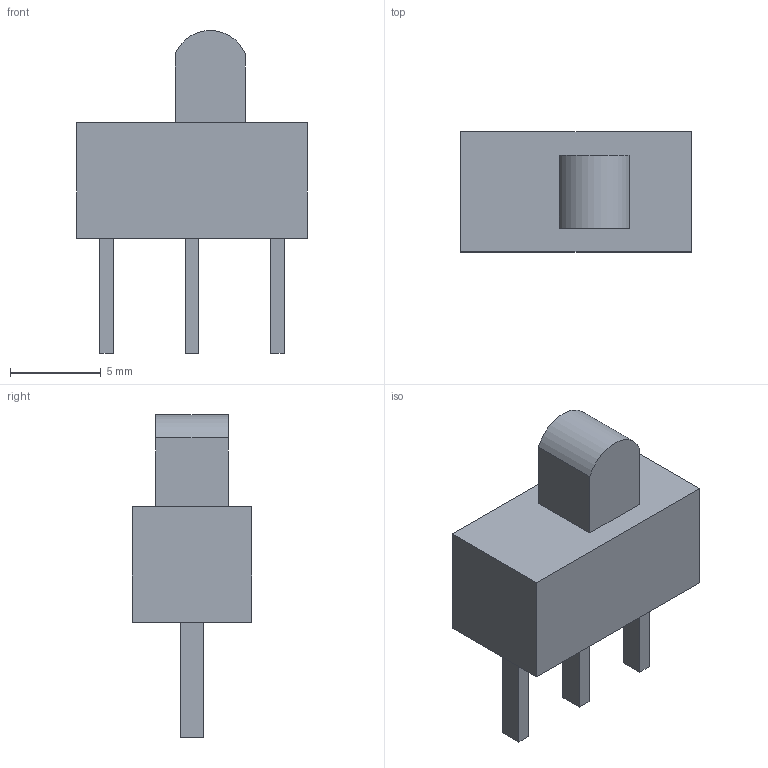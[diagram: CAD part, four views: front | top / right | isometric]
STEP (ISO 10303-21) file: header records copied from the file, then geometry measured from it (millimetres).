
FILE_DESCRIPTION( ( '' ), ' ' );
FILE_NAME( '5a12d8c3cf49230dd9908169.step', '2017-11-20T13:29:40', ( '' ), ( '' ), ' ', ' ', ' ' );
FILE_SCHEMA( ( 'AUTOMOTIVE_DESIGN { 1 0 10303 214 1 1 1 1 }' ) );
Length unit declared in the file: metre
Products named in the file (1): Open CASCADE STEP translator 6.8 1
Bounding box: 12.7 x 6.6 x 17.78 mm (x, y, z)
Volume: 623.6 mm3; surface area: 561.1 mm2
Topology: 1 solids, 1 shells, 26 faces, 60 edges, 40 vertices
Faces by surface type: plane 25, cylinder 1
Entity records: 1250 total; most frequent: CARTESIAN_POINT 127, ORIENTED_EDGE 120, DIRECTION 116, STYLED_ITEM 86, PRESENTATION_STYLE_ASSIGNMENT 86, COLOUR_RGB 86, EDGE_CURVE 60, CURVE_STYLE 60
